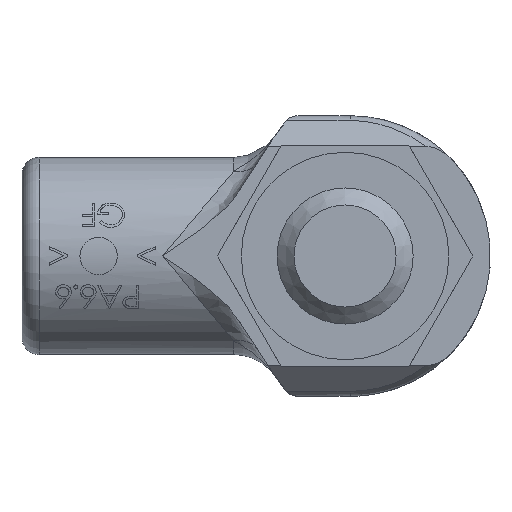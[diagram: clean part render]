
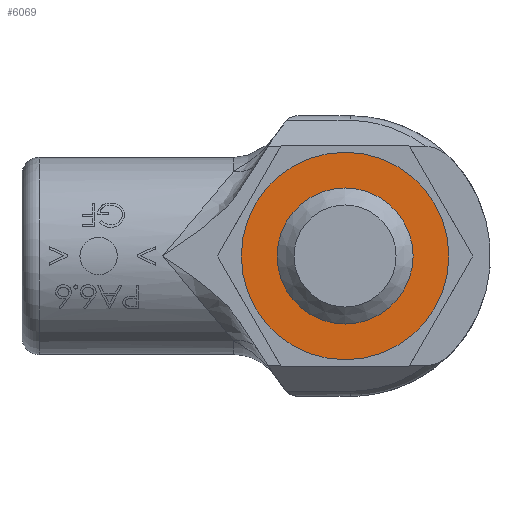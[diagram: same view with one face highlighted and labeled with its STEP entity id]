
A CAD part, left-side view. The second image highlights one B-rep face of the part: STEP entity #6069.
In plain terms, the highlighted planar face has unit normal (-1, 0, 0).
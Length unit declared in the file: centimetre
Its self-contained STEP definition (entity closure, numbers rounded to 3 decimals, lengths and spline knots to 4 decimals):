
#490=FACE_BOUND($,#1118,.T.);
#535=CIRCLE($,#6439,0.61);
#536=CIRCLE($,#6441,0.3675);
#753=FACE_OUTER_BOUND($,#1117,.T.);
#1117=EDGE_LOOP($,(#4028));
#1118=EDGE_LOOP($,(#4029));
#2454=VERTEX_POINT($,#8511);
#2455=VERTEX_POINT($,#8514);
#3080=EDGE_CURVE($,#2454,#2454,#535,.T.);
#3081=EDGE_CURVE($,#2455,#2455,#536,.T.);
#4028=ORIENTED_EDGE($,*,*,#3080,.F.);
#4029=ORIENTED_EDGE($,*,*,#3081,.T.);
#5912=PLANE($,#6440);
#6069=ADVANCED_FACE($,(#753,#490),#5912,.F.);
#6439=AXIS2_PLACEMENT_3D($,#8512,#6981,#6982);
#6440=AXIS2_PLACEMENT_3D($,#8513,#6983,#6984);
#6441=AXIS2_PLACEMENT_3D($,#8515,#6985,#6986);
#6981=DIRECTION('center_axis',(1.,0.,0.));
#6982=DIRECTION('ref_axis',(0.,0.,-1.));
#6983=DIRECTION('center_axis',(1.,0.,0.));
#6984=DIRECTION('ref_axis',(0.,0.,-1.));
#6985=DIRECTION('center_axis',(1.,0.,0.));
#6986=DIRECTION('ref_axis',(0.,0.,-1.));
#8511=CARTESIAN_POINT('',(-1.2,-2.2464,-0.61));
#8512=CARTESIAN_POINT('Origin',(-1.2,-2.2464,0.));
#8513=CARTESIAN_POINT('Origin',(-1.2,-1.6364,0.));
#8514=CARTESIAN_POINT('',(-1.2,-2.2464,-0.3675));
#8515=CARTESIAN_POINT('Origin',(-1.2,-2.2464,0.));
